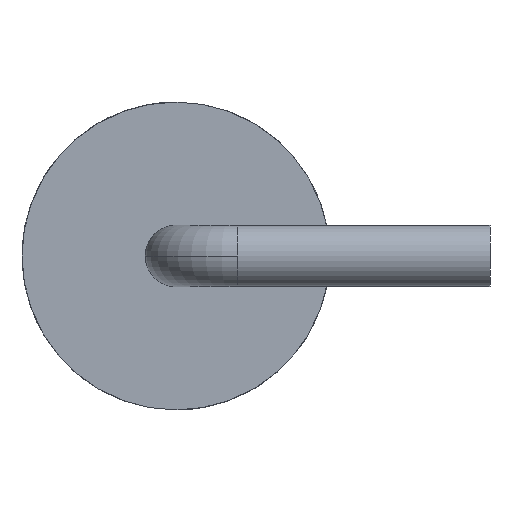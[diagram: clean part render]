
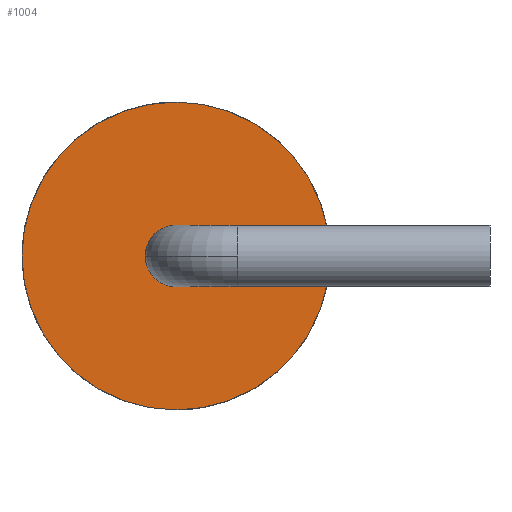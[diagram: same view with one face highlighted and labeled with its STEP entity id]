
A CAD part, left-side view. The second image highlights one B-rep face of the part: STEP entity #1004.
In plain terms, the highlighted planar face has unit normal (-1, 0, 0).
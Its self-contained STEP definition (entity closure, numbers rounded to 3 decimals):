
#7 = EDGE_CURVE ( 'NONE', #218, #237, #701, .T. ) ;
#13 = AXIS2_PLACEMENT_3D ( 'NONE', #472, #550, #65 ) ;
#44 = CARTESIAN_POINT ( 'NONE',  ( -4.5, 0., 2.5 ) ) ;
#52 = DIRECTION ( 'NONE',  ( 0., 0., -1. ) ) ;
#65 = DIRECTION ( 'NONE',  ( 0., 0., -1. ) ) ;
#70 = DIRECTION ( 'NONE',  ( -1., 0., 0. ) ) ;
#72 = CARTESIAN_POINT ( 'NONE',  ( -4.5, 0., 0.5 ) ) ;
#93 = AXIS2_PLACEMENT_3D ( 'NONE', #981, #70, #481 ) ;
#116 = CARTESIAN_POINT ( 'NONE',  ( -4.5, 0., -2.5 ) ) ;
#157 = EDGE_CURVE ( 'NONE', #366, #468, #949, .T. ) ;
#175 = DIRECTION ( 'NONE',  ( -1., 0., 0. ) ) ;
#218 = VERTEX_POINT ( 'NONE', #72 ) ;
#220 = PLANE ( 'NONE',  #13 ) ;
#224 = DIRECTION ( 'NONE',  ( 0., 0., -1. ) ) ;
#237 = VERTEX_POINT ( 'NONE', #551 ) ;
#261 = FACE_BOUND ( 'NONE', #682, .T. ) ;
#365 = CIRCLE ( 'NONE', #93, 0.5 ) ;
#366 = VERTEX_POINT ( 'NONE', #44 ) ;
#428 = AXIS2_PLACEMENT_3D ( 'NONE', #493, #175, #754 ) ;
#436 = CIRCLE ( 'NONE', #1065, 2.5 ) ;
#468 = VERTEX_POINT ( 'NONE', #116 ) ;
#472 = CARTESIAN_POINT ( 'NONE',  ( -4.5, 0., 0. ) ) ;
#477 = CARTESIAN_POINT ( 'NONE',  ( -4.5, 0., 0. ) ) ;
#481 = DIRECTION ( 'NONE',  ( 0., 0., -1. ) ) ;
#493 = CARTESIAN_POINT ( 'NONE',  ( -4.5, 0., 0. ) ) ;
#527 = CARTESIAN_POINT ( 'NONE',  ( -4.5, 0., 0. ) ) ;
#537 = ORIENTED_EDGE ( 'NONE', *, *, #157, .F. ) ;
#550 = DIRECTION ( 'NONE',  ( 1., 0., 0. ) ) ;
#551 = CARTESIAN_POINT ( 'NONE',  ( -4.5, 0., -0.5 ) ) ;
#615 = EDGE_CURVE ( 'NONE', #237, #218, #365, .T. ) ;
#626 = DIRECTION ( 'NONE',  ( 1., 0., 0. ) ) ;
#682 = EDGE_LOOP ( 'NONE', ( #809, #796 ) ) ;
#701 = CIRCLE ( 'NONE', #428, 0.5 ) ;
#704 = AXIS2_PLACEMENT_3D ( 'NONE', #477, #726, #224 ) ;
#723 = FACE_OUTER_BOUND ( 'NONE', #825, .T. ) ;
#726 = DIRECTION ( 'NONE',  ( 1., 0., 0. ) ) ;
#754 = DIRECTION ( 'NONE',  ( 0., 0., -1. ) ) ;
#765 = EDGE_CURVE ( 'NONE', #468, #366, #436, .T. ) ;
#796 = ORIENTED_EDGE ( 'NONE', *, *, #615, .F. ) ;
#809 = ORIENTED_EDGE ( 'NONE', *, *, #7, .F. ) ;
#825 = EDGE_LOOP ( 'NONE', ( #836, #537 ) ) ;
#836 = ORIENTED_EDGE ( 'NONE', *, *, #765, .F. ) ;
#949 = CIRCLE ( 'NONE', #704, 2.5 ) ;
#981 = CARTESIAN_POINT ( 'NONE',  ( -4.5, 0., 0. ) ) ;
#1004 = ADVANCED_FACE ( 'NONE', ( #261, #723 ), #220, .F. ) ;
#1065 = AXIS2_PLACEMENT_3D ( 'NONE', #527, #626, #52 ) ;
